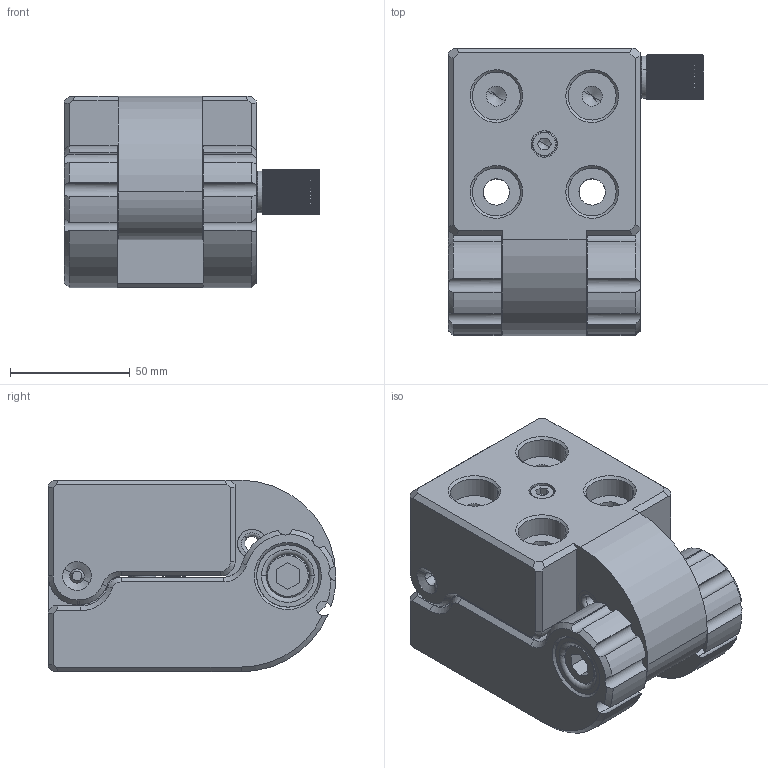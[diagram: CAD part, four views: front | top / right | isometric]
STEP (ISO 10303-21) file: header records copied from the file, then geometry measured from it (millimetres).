
FILE_DESCRIPTION(('CATIA V5 STEP'),'2;1');
FILE_NAME('DREHGELENK_80x80x120.stp','2011-03-15T12:27:24+00:00',('none'),('none'),'CATIA Version 5 Release 19 SP 3 (IN-10)','CATIA V5 STEP AP214','none');
FILE_SCHEMA(('AUTOMOTIVE_DESIGN { 1 0 10303 214 1 1 1 1 }'));
Length unit declared in the file: millimetre
Products named in the file (13): SM5525N_DREHGELENK_80x80x120; 001_DREHGELENK_UT; 002_DREHGELENK_OT; 003_BOLZEN_D18; 004_ABSTECKBOLZEN_GELENK_80X80; 005_SCHWERTBOLZEN; 006_ABSTECKBOLZEN; ME1501224N-C_A; BOHRBUCHSE_DIN_179_A_18_16; BOHRBUCHSE_DIN_179_12_20; BOHRBUCHSE_DIN_179_A_6_16; BOHRBUCHSE_DIN_179_A_6_10; ISO 4762 SCREW M6x30 STEEL HEXAGON SOCKET HEAD CAP
Assembly tree (14 placements, depth 2):
  SM5525N_DREHGELENK_80x80x120
    001_DREHGELENK_UT
    002_DREHGELENK_OT
    003_BOLZEN_D18
    004_ABSTECKBOLZEN_GELENK_80X80  x2
    005_SCHWERTBOLZEN
    006_ABSTECKBOLZEN
    ME1501224N-C_A
    BOHRBUCHSE_DIN_179_A_18_16
    BOHRBUCHSE_DIN_179_12_20
    BOHRBUCHSE_DIN_179_A_6_16  x2
    BOHRBUCHSE_DIN_179_A_6_10
    ISO 4762 SCREW M6x30 STEEL HEXAGON SOCKET HEAD CAP
Bounding box: 106.5 x 120 x 80 mm (x, y, z)
Volume: 586853.8 mm3; surface area: 110584.6 mm2
Topology: 14 solids, 14 shells, 777 faces, 2039 edges, 1299 vertices
Faces by surface type: plane 337, cylinder 282, cone 124, torus 14, sphere 12, bspline 8
Entity records: 23940 total; most frequent: CARTESIAN_POINT 5617, ORIENTED_EDGE 3910, DIRECTION 2778, EDGE_CURVE 1955, AXIS2_PLACEMENT_3D 1343, VERTEX_POINT 1264, EDGE_LOOP 821, VECTOR 780
